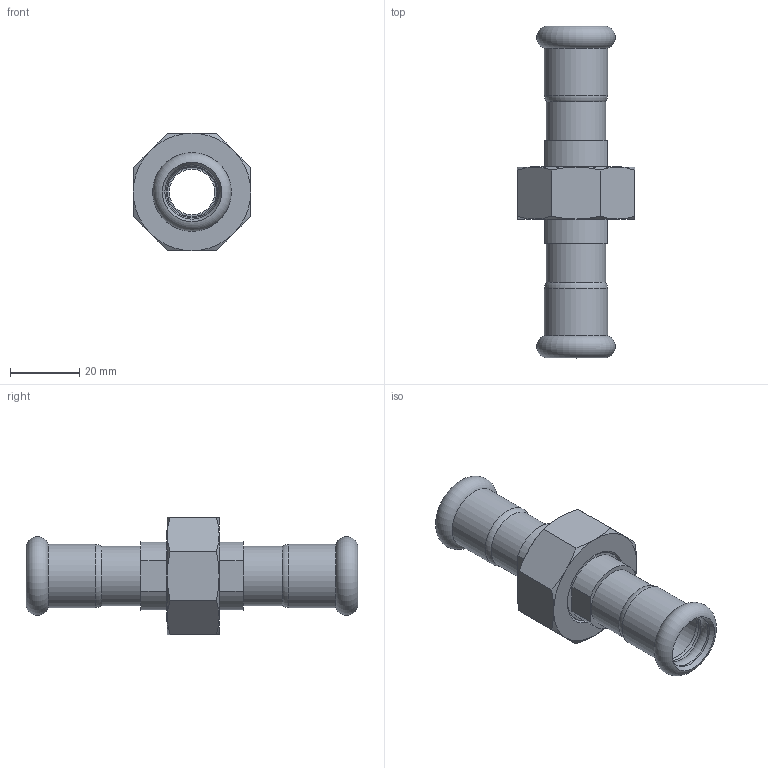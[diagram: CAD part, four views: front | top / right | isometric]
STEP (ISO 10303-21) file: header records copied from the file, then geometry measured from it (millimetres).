
FILE_DESCRIPTION(/* description */ ('Bocchettone Sede Conica a Press. DN15'),/* implementation_level */ '2;1');
FILE_NAME(/* name */ '184015000_Inoxpres.stp',/* time_stamp */ '2022-10-11T12:24:42+02:00',/* author */ ('Vault'),/* organization */ ('Raccorderie metalliche s.p.a. '),/* preprocessor_version */ 'ST-DEVELOPER v18.1',/* originating_system */ 'Autodesk Inventor 2020',/* authorisation */ 'Raccorderie metalliche s.p.a. ');
FILE_SCHEMA (('AUTOMOTIVE_DESIGN { 1 0 10303 214 3 1 1 }'));
Length unit declared in the file: millimetre
Products named in the file (1): 184015000_Inoxpres
Bounding box: 34 x 96.1 x 34 mm (x, y, z)
Volume: 20163 mm3; surface area: 14827.6 mm2
Topology: 1 solids, 1 shells, 87 faces, 234 edges, 161 vertices
Faces by surface type: plane 26, cylinder 24, cone 24, torus 13
Full cylindrical faces by diameter (mm): 13.2 x2, 14.2 x2, 14.7 x1, 15.3 x2, 15.7 x4, 17.2 x2, 18.3 x2, 21.6 x1, 21.8 x1, 23.7 x1, 24.15 x1, 26.4 x1
Entity records: 2851 total; most frequent: CARTESIAN_POINT 547, DIRECTION 528, ORIENTED_EDGE 468, AXIS2_PLACEMENT_3D 238, EDGE_CURVE 234, VERTEX_POINT 161, CIRCLE 150, EDGE_LOOP 101
